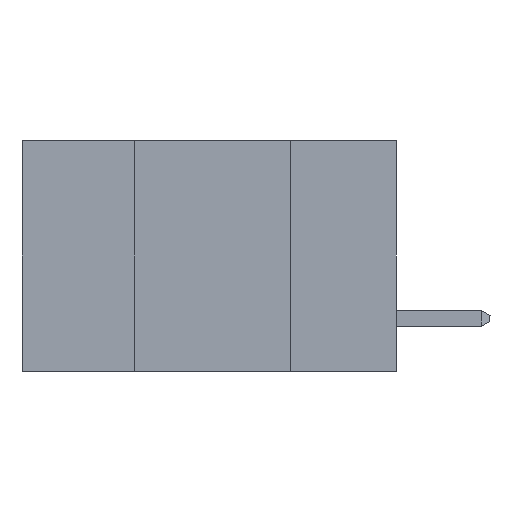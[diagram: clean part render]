
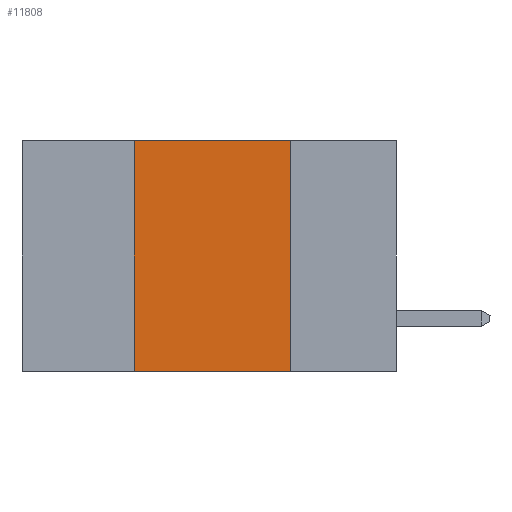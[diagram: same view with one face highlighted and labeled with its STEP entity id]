
A CAD part, left-side view. The second image highlights one B-rep face of the part: STEP entity #11808.
In plain terms, the highlighted planar face has unit normal (-1, 0, 0).
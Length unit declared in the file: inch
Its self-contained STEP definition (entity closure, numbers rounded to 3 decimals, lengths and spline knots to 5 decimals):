
#740 = CARTESIAN_POINT ( 'NONE',  ( 0., 0.6, -0.37 ) ) ;
#904 = EDGE_LOOP ( 'NONE', ( #3242, #6372, #4878, #12274 ) ) ;
#1585 = VERTEX_POINT ( 'NONE', #5917 ) ;
#1595 = CARTESIAN_POINT ( 'NONE',  ( 0., 0.6, 0. ) ) ;
#1642 = LINE ( 'NONE', #8568, #2020 ) ;
#2020 = VECTOR ( 'NONE', #12114, 39.37008 ) ;
#2719 = CARTESIAN_POINT ( 'NONE',  ( 0., 0.42, -0.37 ) ) ;
#2838 = LINE ( 'NONE', #2719, #5789 ) ;
#2952 = EDGE_CURVE ( 'NONE', #3116, #3651, #5307, .T. ) ;
#3116 = VERTEX_POINT ( 'NONE', #9582 ) ;
#3242 = ORIENTED_EDGE ( 'NONE', *, *, #2952, .F. ) ;
#3485 = FACE_OUTER_BOUND ( 'NONE', #904, .T. ) ;
#3551 = CARTESIAN_POINT ( 'NONE',  ( 0., 0.17, -0.37 ) ) ;
#3557 = DIRECTION ( 'NONE',  ( 1., 0., 0. ) ) ;
#3651 = VERTEX_POINT ( 'NONE', #8864 ) ;
#3793 = EDGE_CURVE ( 'NONE', #4734, #1585, #2838, .T. ) ;
#4511 = VECTOR ( 'NONE', #7446, 39.37008 ) ;
#4734 = VERTEX_POINT ( 'NONE', #6519 ) ;
#4878 = ORIENTED_EDGE ( 'NONE', *, *, #3793, .F. ) ;
#5307 = LINE ( 'NONE', #3551, #5804 ) ;
#5379 = DIRECTION ( 'NONE',  ( 0., 0., -1. ) ) ;
#5789 = VECTOR ( 'NONE', #9368, 39.37008 ) ;
#5804 = VECTOR ( 'NONE', #10162, 39.37008 ) ;
#5917 = CARTESIAN_POINT ( 'NONE',  ( 0., 0.42, 0. ) ) ;
#6013 = EDGE_CURVE ( 'NONE', #1585, #3116, #1642, .T. ) ;
#6372 = ORIENTED_EDGE ( 'NONE', *, *, #6013, .F. ) ;
#6519 = CARTESIAN_POINT ( 'NONE',  ( 0., 0.42, -0.37 ) ) ;
#7446 = DIRECTION ( 'NONE',  ( 0., -1., 0. ) ) ;
#8390 = LINE ( 'NONE', #740, #4511 ) ;
#8568 = CARTESIAN_POINT ( 'NONE',  ( 0., 0.6, 0. ) ) ;
#8731 = EDGE_CURVE ( 'NONE', #4734, #3651, #8390, .T. ) ;
#8864 = CARTESIAN_POINT ( 'NONE',  ( 0., 0.17, -0.37 ) ) ;
#9049 = PLANE ( 'NONE',  #9903 ) ;
#9368 = DIRECTION ( 'NONE',  ( 0., 0., 1. ) ) ;
#9582 = CARTESIAN_POINT ( 'NONE',  ( 0., 0.17, 0. ) ) ;
#9903 = AXIS2_PLACEMENT_3D ( 'NONE', #1595, #3557, #5379 ) ;
#10162 = DIRECTION ( 'NONE',  ( 0., 0., -1. ) ) ;
#11808 = ADVANCED_FACE ( 'NONE', ( #3485 ), #9049, .F. ) ;
#12114 = DIRECTION ( 'NONE',  ( 0., -1., 0. ) ) ;
#12274 = ORIENTED_EDGE ( 'NONE', *, *, #8731, .T. ) ;
